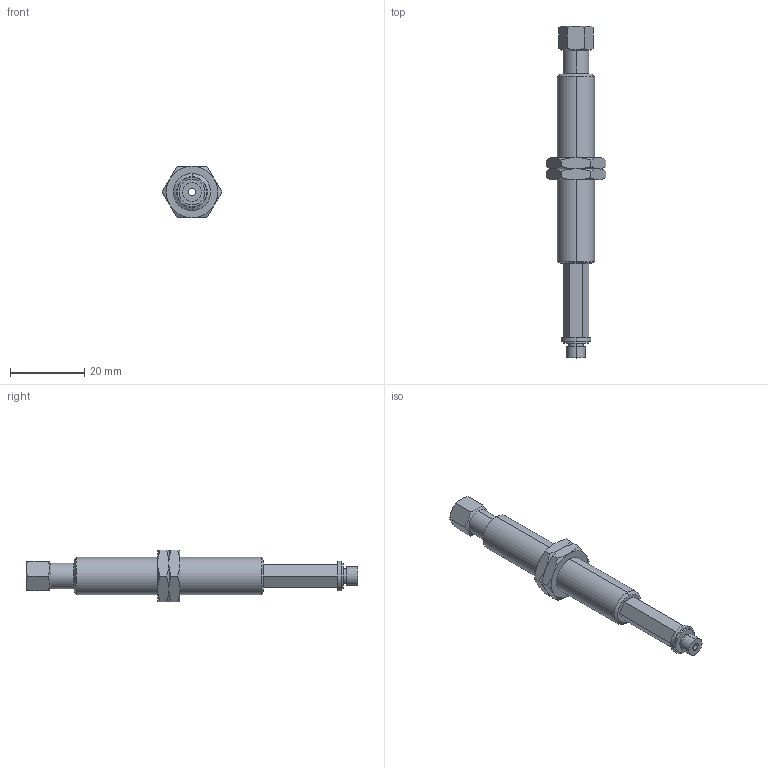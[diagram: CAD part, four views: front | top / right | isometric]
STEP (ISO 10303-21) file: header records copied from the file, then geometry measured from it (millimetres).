
FILE_DESCRIPTION (( 'STEP AP214' ), '1' );
FILE_NAME ('ZPB2K20-B5.STEP', '2018-05-24T04:41:34', ( 'SONIC' ), ( 'UNITCOM PC' ), 'SwSTEP 2.0', 'SolidWorks 2015', '' );
FILE_SCHEMA (( 'AUTOMOTIVE_DESIGN' ));
Length unit declared in the file: millimetre
Products named in the file (3): ZPB2K20-B5_Nut; ZPB2K20-B5
Assembly tree (3 placements, depth 2):
  ZPB2K20-B5
    ZPB2K20-B5
    ZPB2K20-B5_Nut  x2
Bounding box: 16.17 x 89.5 x 14 mm (x, y, z)
Volume: 5507.7 mm3; surface area: 4084.7 mm2
Topology: 3 solids, 3 shells, 99 faces, 222 edges, 136 vertices
Faces by surface type: cone 40, plane 37, cylinder 22
Entity records: 2410 total; most frequent: CARTESIAN_POINT 597, DIRECTION 360, ORIENTED_EDGE 348, EDGE_CURVE 174, AXIS2_PLACEMENT_3D 147, VERTEX_POINT 108, EDGE_LOOP 88, FACE_OUTER_BOUND 77
